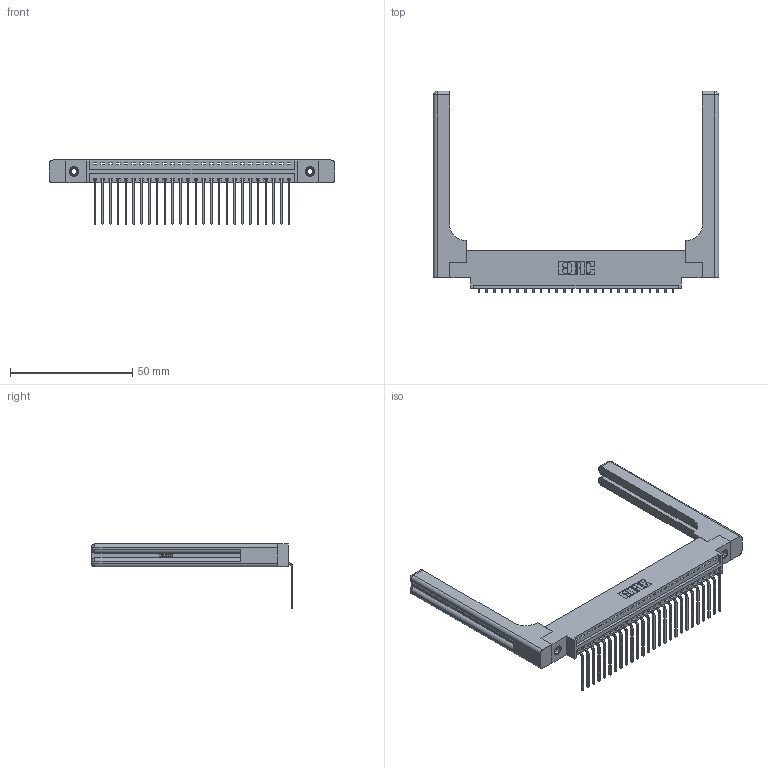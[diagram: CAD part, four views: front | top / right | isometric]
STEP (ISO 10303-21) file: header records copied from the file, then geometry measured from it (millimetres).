
FILE_DESCRIPTION (( 'STEP AP203' ), '1' );
FILE_NAME ('346-026-559-658.STEP', '2022-05-06T03:43:42', ( '' ), ( '' ), 'SwSTEP 2.0', 'SolidWorks 2020', '' );
FILE_SCHEMA (( 'CONFIG_CONTROL_DESIGN' ));
Length unit declared in the file: inch
Products named in the file (5): 346 Part_0.170 Offset - 0.156 Dia-TH; 346-026-559-658; 345-292-001_558 559 Tail - 1; 346-220-058_345-220-058; 345-250-001_345-250-001-102
Assembly tree (31 placements, depth 2):
  346-026-559-658
    346 Part_0.170 Offset - 0.156 Dia-TH
    345-292-001_558 559 Tail - 1  x26
    345-250-001_345-250-001-102  x2
    346-220-058_345-220-058  x2
Bounding box: 116.61 x 82.36 x 26.16 mm (x, y, z)
Volume: 18484.4 mm3; surface area: 19412.4 mm2
Topology: 31 solids, 31 shells, 1956 faces, 5775 edges, 3794 vertices
Faces by surface type: plane 1334, cylinder 562, bspline 36, cone 12, sphere 8, torus 4
Entity records: 24104 total; most frequent: CARTESIAN_POINT 5121, ORIENTED_EDGE 3876, DIRECTION 3466, EDGE_CURVE 1938, VECTOR 1610, LINE 1610, VERTEX_POINT 1282, AXIS2_PLACEMENT_3D 928
